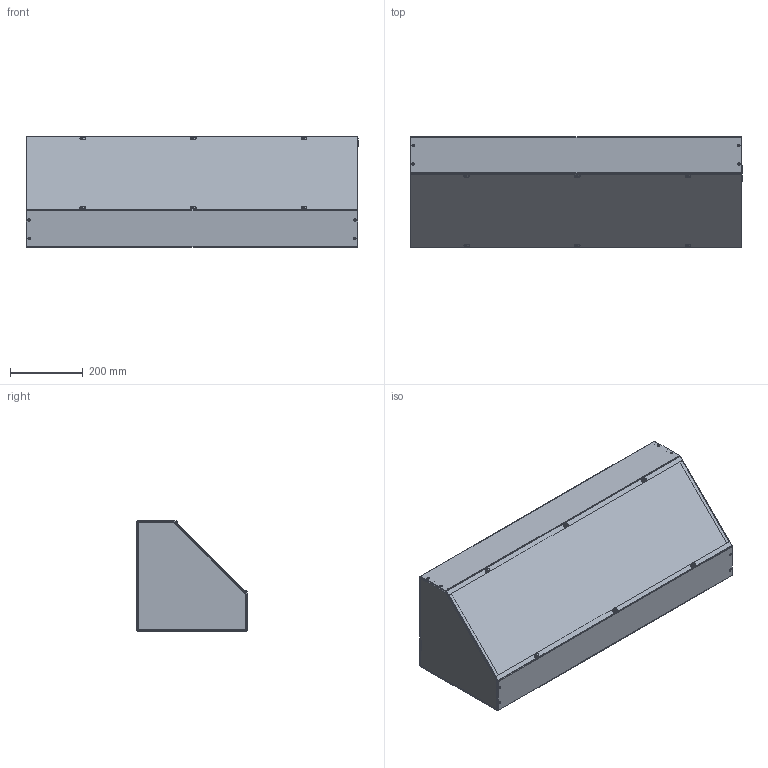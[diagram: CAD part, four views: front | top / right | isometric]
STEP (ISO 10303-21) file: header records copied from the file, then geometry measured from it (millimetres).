
FILE_DESCRIPTION (( 'STEP AP214' ), '1' );
FILE_NAME ('S121236ATNK.STEP', '2021-09-24T19:50:15', ( '' ), ( '' ), 'SwSTEP 2.0', 'SolidWorks 2021', '' );
FILE_SCHEMA (( 'AUTOMOTIVE_DESIGN' ));
Length unit declared in the file: inch
Products named in the file (1): S121236ATNK
Bounding box: 914.4 x 306.83 x 306.83 mm (x, y, z)
Volume: 2212961.1 mm3; surface area: 2374563.5 mm2
Topology: 34 solids, 34 shells, 1504 faces, 3638 edges, 2208 vertices
Faces by surface type: cylinder 442, plane 362, cone 360, bspline 268, torus 72
Entity records: 72141 total; most frequent: CARTESIAN_POINT 17149, DIRECTION 7670, ORIENTED_EDGE 7180, EDGE_CURVE 3590, AXIS2_PLACEMENT_3D 3139, VERTEX_POINT 2208, CIRCLE 1902, EDGE_LOOP 1694
